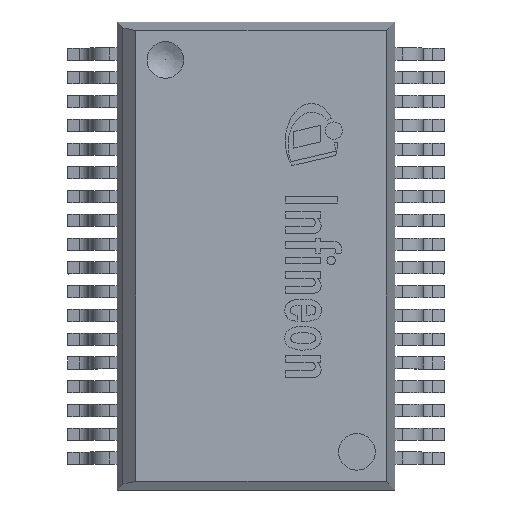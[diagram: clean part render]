
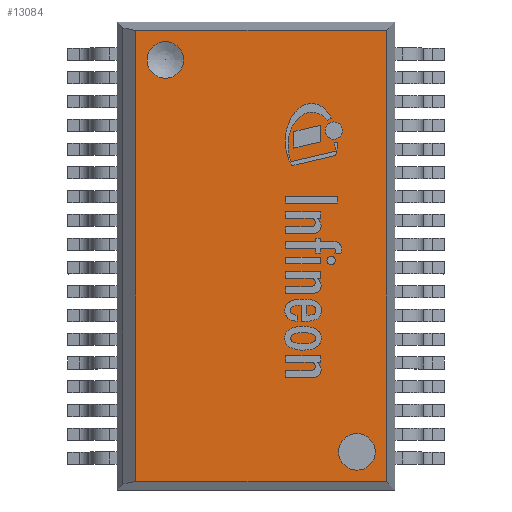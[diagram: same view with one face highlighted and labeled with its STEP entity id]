
A CAD part, top view. The second image highlights one B-rep face of the part: STEP entity #13084.
In plain terms, the highlighted planar face has unit normal (0, 0, 1).
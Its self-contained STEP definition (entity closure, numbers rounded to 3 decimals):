
#68=FACE_BOUND('',#1971,.T.);
#69=FACE_BOUND('',#1972,.T.);
#305=CIRCLE('',#14120,0.5);
#307=CIRCLE('',#14123,0.5);
#1208=FACE_OUTER_BOUND('',#1970,.T.);
#1970=EDGE_LOOP('',(#9637,#9638,#9639,#9640));
#1971=EDGE_LOOP('',(#9641));
#1972=EDGE_LOOP('',(#9642));
#2835=LINE('',#20094,#4208);
#2836=LINE('',#20097,#4209);
#2840=LINE('',#20105,#4213);
#2845=LINE('',#20113,#4218);
#4208=VECTOR('',#16190,1.);
#4209=VECTOR('',#16193,1.);
#4213=VECTOR('',#16199,1.);
#4218=VECTOR('',#16206,1.);
#5626=VERTEX_POINT('',#20047);
#5628=VERTEX_POINT('',#20080);
#5631=VERTEX_POINT('',#20088);
#5633=VERTEX_POINT('',#20092);
#5634=VERTEX_POINT('',#20096);
#5637=VERTEX_POINT('',#20104);
#7107=EDGE_CURVE('',#5626,#5626,#305,.T.);
#7109=EDGE_CURVE('',#5628,#5628,#307,.T.);
#7115=EDGE_CURVE('',#5631,#5633,#2835,.T.);
#7116=EDGE_CURVE('',#5631,#5634,#2836,.T.);
#7120=EDGE_CURVE('',#5634,#5637,#2840,.T.);
#7125=EDGE_CURVE('',#5637,#5633,#2845,.T.);
#9637=ORIENTED_EDGE('',*,*,#7115,.T.);
#9638=ORIENTED_EDGE('',*,*,#7125,.F.);
#9639=ORIENTED_EDGE('',*,*,#7120,.F.);
#9640=ORIENTED_EDGE('',*,*,#7116,.F.);
#9641=ORIENTED_EDGE('',*,*,#7107,.T.);
#9642=ORIENTED_EDGE('',*,*,#7109,.T.);
#12491=PLANE('',#14132);
#13084=ADVANCED_FACE('',(#1208,#68,#69),#12491,.T.);
#14120=AXIS2_PLACEMENT_3D('',#20049,#16172,#16173);
#14123=AXIS2_PLACEMENT_3D('',#20081,#16178,#16179);
#14132=AXIS2_PLACEMENT_3D('',#20117,#16212,#16213);
#16172=DIRECTION('center_axis',(0.,0.,-1.));
#16173=DIRECTION('ref_axis',(1.,0.,0.));
#16178=DIRECTION('center_axis',(0.,0.,-1.));
#16179=DIRECTION('ref_axis',(-1.,0.,0.));
#16190=DIRECTION('',(0.,-1.,0.));
#16193=DIRECTION('',(1.,0.,0.));
#16199=DIRECTION('',(0.,-1.,0.));
#16206=DIRECTION('',(-1.,0.,0.));
#16212=DIRECTION('center_axis',(0.,0.,1.));
#16213=DIRECTION('ref_axis',(1.,0.,0.));
#20047=CARTESIAN_POINT('',(-2.98,5.36,2.55));
#20049=CARTESIAN_POINT('Origin',(-2.48,5.36,2.55));
#20080=CARTESIAN_POINT('',(3.26,-5.36,2.55));
#20081=CARTESIAN_POINT('Origin',(2.76,-5.36,2.55));
#20088=CARTESIAN_POINT('',(-3.291,6.166,2.55));
#20092=CARTESIAN_POINT('',(-3.291,-6.166,2.55));
#20094=CARTESIAN_POINT('',(-3.291,-4.95,2.55));
#20096=CARTESIAN_POINT('',(3.566,6.166,2.55));
#20097=CARTESIAN_POINT('',(-3.8,6.166,2.55));
#20104=CARTESIAN_POINT('',(3.566,-6.166,2.55));
#20105=CARTESIAN_POINT('',(3.566,6.4,2.55));
#20113=CARTESIAN_POINT('',(3.8,-6.166,2.55));
#20117=CARTESIAN_POINT('Origin',(-1.914,5.36,2.55));
